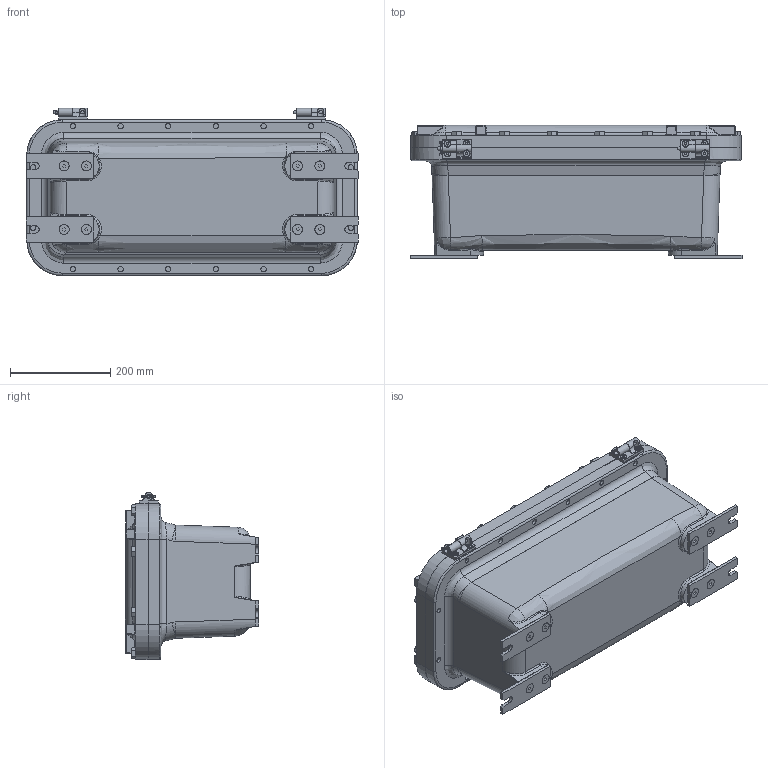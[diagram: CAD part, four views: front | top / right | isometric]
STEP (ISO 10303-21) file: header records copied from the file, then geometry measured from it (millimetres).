
FILE_DESCRIPTION(/* description */ (''),/* implementation_level */ '2;1');
FILE_NAME(/* name */ 'KIL_B7EE.stp',/* time_stamp */ '2018-01-18T15:04:09+06:00',/* author */ ('ypadmaraja'),/* organization */ (''),/* preprocessor_version */ 'ST-DEVELOPER v16.13',/* originating_system */ 'Autodesk Inventor 2018',/* authorisation */ '');
FILE_SCHEMA (('AUTOMOTIVE_DESIGN { 1 0 10303 214 3 1 1 }'));
Length unit declared in the file: inch
Products named in the file (13): B7EE; 16419; 16420; Hinge 11B; 18094; Hinge 11T; 18095; 18093; SAE J487a - 1/8 x 3/4    Extended Prong Square Cut Type; 18147AABB; 17339; 0106275B; 16972AAAB
Assembly tree (45 placements, depth 3):
  B7EE
    16419
    16420
    Hinge 11B
      18094
      18093
    Hinge 11T
      18095
      18093
      SAE J487a - 1/8 x 3/4    Extended Prong Square Cut Type
    18147AABB  x8
    17339  x16
    0106275B  x4
    16972AAAB  x8
Bounding box: 663.45 x 265.97 x 334.11 mm (x, y, z)
Volume: 11819421 mm3; surface area: 1664791.2 mm2
Topology: 45 solids, 45 shells, 2301 faces, 5913 edges, 3809 vertices
Faces by surface type: plane 1140, cylinder 437, cone 407, bspline 255, torus 48, sphere 14
Full cylindrical faces by diameter (mm): 2.779 x1, 3.581 x4, 4.978 x8, 5.613 x8, 6.198 x8, 6.746 x8, 7.798 x8, 8.075 x2, 8.077 x4, 9.286 x8, 10.312 x8, 10.592 x16, 11.43 x16, 12.294 x16, 12.418 x8, 12.675 x16, 13.487 x16, 13.494 x4, 17.272 x16, 19.05 x4
Entity records: 43265 total; most frequent: CARTESIAN_POINT 16467, ORIENTED_EDGE 5348, DIRECTION 5107, EDGE_CURVE 2674, AXIS2_PLACEMENT_3D 1947, VERTEX_POINT 1791, EDGE_LOOP 1497, LINE 1213
